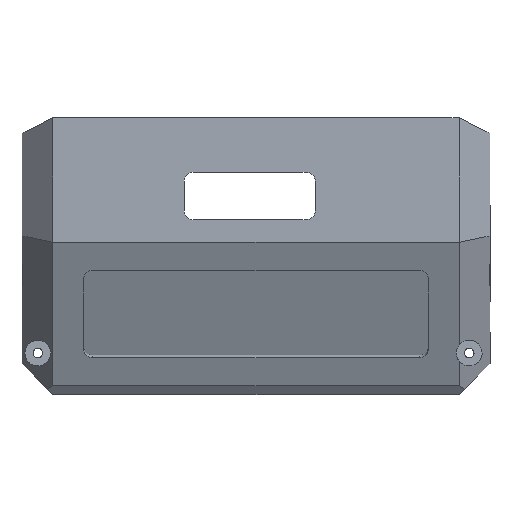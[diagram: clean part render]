
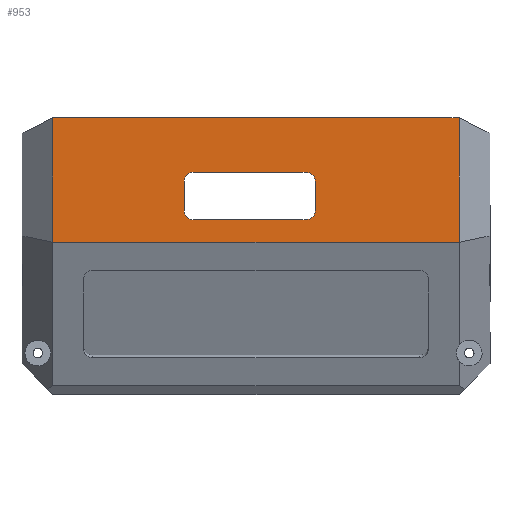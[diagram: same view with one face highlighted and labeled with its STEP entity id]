
A CAD part, top view. The second image highlights one B-rep face of the part: STEP entity #953.
In plain terms, the highlighted planar face has unit normal (0, 0, 1).
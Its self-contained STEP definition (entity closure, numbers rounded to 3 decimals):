
#38 = DIRECTION ( 'NONE',  ( 0., 0., 1. ) ) ;
#58 = VERTEX_POINT ( 'NONE', #289 ) ;
#92 = CARTESIAN_POINT ( 'NONE',  ( -8.458, 38.367, 31.925 ) ) ;
#104 = CARTESIAN_POINT ( 'NONE',  ( 37.898, 20.704, 31.925 ) ) ;
#119 = EDGE_CURVE ( 'NONE', #2385, #1587, #562, .T. ) ;
#121 = LINE ( 'NONE', #2140, #1403 ) ;
#123 = CARTESIAN_POINT ( 'NONE',  ( -44.277, 38.367, 31.925 ) ) ;
#152 = DIRECTION ( 'NONE',  ( 1., 0., 0. ) ) ;
#162 = DIRECTION ( 'NONE',  ( 1., 0., 0. ) ) ;
#210 = ORIENTED_EDGE ( 'NONE', *, *, #1518, .F. ) ;
#230 = CARTESIAN_POINT ( 'NONE',  ( -1.678, 8.276, 31.925 ) ) ;
#238 = VECTOR ( 'NONE', #2547, 1000. ) ;
#243 = CARTESIAN_POINT ( 'NONE',  ( 1.322, 8.276, 31.925 ) ) ;
#264 = ORIENTED_EDGE ( 'NONE', *, *, #2404, .F. ) ;
#267 = CIRCLE ( 'NONE', #1008, 3. ) ;
#268 = ORIENTED_EDGE ( 'NONE', *, *, #595, .F. ) ;
#270 = EDGE_LOOP ( 'NONE', ( #2203, #2221, #1396, #264, #1231, #1058, #2589, #2550 ) ) ;
#289 = CARTESIAN_POINT ( 'NONE',  ( 87.61, -2.023, 31.925 ) ) ;
#298 = VERTEX_POINT ( 'NONE', #2130 ) ;
#336 = CARTESIAN_POINT ( 'NONE',  ( 40.898, 8.276, 31.925 ) ) ;
#339 = DIRECTION ( 'NONE',  ( -1., 0., 0. ) ) ;
#343 = CARTESIAN_POINT ( 'NONE',  ( 81.61, 38.367, 31.925 ) ) ;
#375 = VECTOR ( 'NONE', #1018, 1000. ) ;
#454 = VERTEX_POINT ( 'NONE', #860 ) ;
#460 = VERTEX_POINT ( 'NONE', #2465 ) ;
#495 = VERTEX_POINT ( 'NONE', #104 ) ;
#499 = VERTEX_POINT ( 'NONE', #1873 ) ;
#520 = DIRECTION ( 'NONE',  ( 0., 1., 0. ) ) ;
#522 = DIRECTION ( 'NONE',  ( 0., 0., 1. ) ) ;
#527 = LINE ( 'NONE', #1934, #653 ) ;
#562 = LINE ( 'NONE', #230, #375 ) ;
#575 = LINE ( 'NONE', #984, #1681 ) ;
#595 = EDGE_CURVE ( 'NONE', #58, #298, #2319, .T. ) ;
#600 = CARTESIAN_POINT ( 'NONE',  ( 1.322, 20.704, 31.925 ) ) ;
#630 = CARTESIAN_POINT ( 'NONE',  ( 37.898, 5.276, 31.925 ) ) ;
#653 = VECTOR ( 'NONE', #1328, 1000. ) ;
#677 = CIRCLE ( 'NONE', #1554, 3. ) ;
#739 = AXIS2_PLACEMENT_3D ( 'NONE', #1111, #1731, #162 ) ;
#751 = CARTESIAN_POINT ( 'NONE',  ( 1.322, 5.276, 31.925 ) ) ;
#768 = FACE_BOUND ( 'NONE', #270, .T. ) ;
#845 = DIRECTION ( 'NONE',  ( 0., -1., 0. ) ) ;
#852 = EDGE_CURVE ( 'NONE', #1056, #298, #1697, .T. ) ;
#860 = CARTESIAN_POINT ( 'NONE',  ( 40.898, 8.276, 31.925 ) ) ;
#953 = ADVANCED_FACE ( 'NONE', ( #768, #1299 ), #1327, .T. ) ;
#984 = CARTESIAN_POINT ( 'NONE',  ( 1.322, 20.704, 31.925 ) ) ;
#985 = ORIENTED_EDGE ( 'NONE', *, *, #1785, .T. ) ;
#1008 = AXIS2_PLACEMENT_3D ( 'NONE', #1285, #1269, #2080 ) ;
#1018 = DIRECTION ( 'NONE',  ( 0., -1., 0. ) ) ;
#1039 = VECTOR ( 'NONE', #2104, 1000. ) ;
#1042 = VERTEX_POINT ( 'NONE', #751 ) ;
#1056 = VERTEX_POINT ( 'NONE', #123 ) ;
#1058 = ORIENTED_EDGE ( 'NONE', *, *, #119, .F. ) ;
#1066 = EDGE_CURVE ( 'NONE', #2231, #2385, #677, .T. ) ;
#1111 = CARTESIAN_POINT ( 'NONE',  ( 37.898, 8.276, 31.925 ) ) ;
#1124 = CARTESIAN_POINT ( 'NONE',  ( 1.322, 5.276, 31.925 ) ) ;
#1138 = DIRECTION ( 'NONE',  ( 1., 0., 0. ) ) ;
#1157 = AXIS2_PLACEMENT_3D ( 'NONE', #243, #38, #2334 ) ;
#1180 = CARTESIAN_POINT ( 'NONE',  ( 87.61, 38.367, 31.925 ) ) ;
#1231 = ORIENTED_EDGE ( 'NONE', *, *, #2345, .F. ) ;
#1235 = CARTESIAN_POINT ( 'NONE',  ( -44.277, -2.023, 31.925 ) ) ;
#1248 = EDGE_CURVE ( 'NONE', #495, #2231, #575, .T. ) ;
#1269 = DIRECTION ( 'NONE',  ( 0., 0., 1. ) ) ;
#1285 = CARTESIAN_POINT ( 'NONE',  ( 37.898, 17.704, 31.925 ) ) ;
#1299 = FACE_OUTER_BOUND ( 'NONE', #1844, .T. ) ;
#1327 = PLANE ( 'NONE',  #2067 ) ;
#1328 = DIRECTION ( 'NONE',  ( 0., 1., 0. ) ) ;
#1330 = EDGE_CURVE ( 'NONE', #1351, #495, #267, .T. ) ;
#1344 = VERTEX_POINT ( 'NONE', #630 ) ;
#1351 = VERTEX_POINT ( 'NONE', #2238 ) ;
#1365 = CIRCLE ( 'NONE', #739, 3. ) ;
#1396 = ORIENTED_EDGE ( 'NONE', *, *, #1470, .F. ) ;
#1399 = ORIENTED_EDGE ( 'NONE', *, *, #2139, .F. ) ;
#1403 = VECTOR ( 'NONE', #1138, 1000. ) ;
#1470 = EDGE_CURVE ( 'NONE', #1344, #454, #1365, .T. ) ;
#1490 = CARTESIAN_POINT ( 'NONE',  ( -1.678, 17.704, 31.925 ) ) ;
#1518 = EDGE_CURVE ( 'NONE', #1056, #460, #121, .T. ) ;
#1538 = CARTESIAN_POINT ( 'NONE',  ( -8.458, -2.023, 31.925 ) ) ;
#1547 = EDGE_CURVE ( 'NONE', #454, #1351, #2321, .T. ) ;
#1554 = AXIS2_PLACEMENT_3D ( 'NONE', #2109, #522, #339 ) ;
#1583 = VERTEX_POINT ( 'NONE', #1180 ) ;
#1587 = VERTEX_POINT ( 'NONE', #2596 ) ;
#1681 = VECTOR ( 'NONE', #1985, 1000. ) ;
#1697 = LINE ( 'NONE', #1235, #2490 ) ;
#1731 = DIRECTION ( 'NONE',  ( 0., 0., 1. ) ) ;
#1741 = LINE ( 'NONE', #1124, #238 ) ;
#1765 = EDGE_CURVE ( 'NONE', #499, #1583, #2552, .T. ) ;
#1785 = EDGE_CURVE ( 'NONE', #58, #1583, #527, .T. ) ;
#1844 = EDGE_LOOP ( 'NONE', ( #210, #2498, #268, #985, #1872, #1399 ) ) ;
#1870 = VECTOR ( 'NONE', #520, 1000. ) ;
#1872 = ORIENTED_EDGE ( 'NONE', *, *, #1765, .F. ) ;
#1873 = CARTESIAN_POINT ( 'NONE',  ( 81.61, 38.367, 31.925 ) ) ;
#1934 = CARTESIAN_POINT ( 'NONE',  ( 87.61, 38.367, 31.925 ) ) ;
#1985 = DIRECTION ( 'NONE',  ( -1., 0., 0. ) ) ;
#2009 = VECTOR ( 'NONE', #2124, 1000. ) ;
#2067 = AXIS2_PLACEMENT_3D ( 'NONE', #2121, #2538, #152 ) ;
#2080 = DIRECTION ( 'NONE',  ( -1., 0., 0. ) ) ;
#2104 = DIRECTION ( 'NONE',  ( 1., 0., 0. ) ) ;
#2109 = CARTESIAN_POINT ( 'NONE',  ( 1.322, 17.704, 31.925 ) ) ;
#2121 = CARTESIAN_POINT ( 'NONE',  ( -8.458, 116.052, 31.925 ) ) ;
#2122 = DIRECTION ( 'NONE',  ( 1., 0., 0. ) ) ;
#2124 = DIRECTION ( 'NONE',  ( -1., 0., 0. ) ) ;
#2130 = CARTESIAN_POINT ( 'NONE',  ( -44.277, -2.023, 31.925 ) ) ;
#2139 = EDGE_CURVE ( 'NONE', #460, #499, #2300, .T. ) ;
#2140 = CARTESIAN_POINT ( 'NONE',  ( -8.458, 38.367, 31.925 ) ) ;
#2203 = ORIENTED_EDGE ( 'NONE', *, *, #1330, .F. ) ;
#2221 = ORIENTED_EDGE ( 'NONE', *, *, #1547, .F. ) ;
#2231 = VERTEX_POINT ( 'NONE', #600 ) ;
#2238 = CARTESIAN_POINT ( 'NONE',  ( 40.898, 17.704, 31.925 ) ) ;
#2300 = LINE ( 'NONE', #92, #1039 ) ;
#2319 = LINE ( 'NONE', #1538, #2009 ) ;
#2321 = LINE ( 'NONE', #336, #1870 ) ;
#2332 = VECTOR ( 'NONE', #2122, 1000. ) ;
#2334 = DIRECTION ( 'NONE',  ( -1., 0., 0. ) ) ;
#2345 = EDGE_CURVE ( 'NONE', #1587, #1042, #2376, .T. ) ;
#2376 = CIRCLE ( 'NONE', #1157, 3. ) ;
#2385 = VERTEX_POINT ( 'NONE', #1490 ) ;
#2404 = EDGE_CURVE ( 'NONE', #1042, #1344, #1741, .T. ) ;
#2465 = CARTESIAN_POINT ( 'NONE',  ( -43.277, 38.367, 31.925 ) ) ;
#2490 = VECTOR ( 'NONE', #845, 1000. ) ;
#2498 = ORIENTED_EDGE ( 'NONE', *, *, #852, .T. ) ;
#2538 = DIRECTION ( 'NONE',  ( 0., 0., 1. ) ) ;
#2547 = DIRECTION ( 'NONE',  ( 1., 0., 0. ) ) ;
#2550 = ORIENTED_EDGE ( 'NONE', *, *, #1248, .F. ) ;
#2552 = LINE ( 'NONE', #343, #2332 ) ;
#2589 = ORIENTED_EDGE ( 'NONE', *, *, #1066, .F. ) ;
#2596 = CARTESIAN_POINT ( 'NONE',  ( -1.678, 8.276, 31.925 ) ) ;
